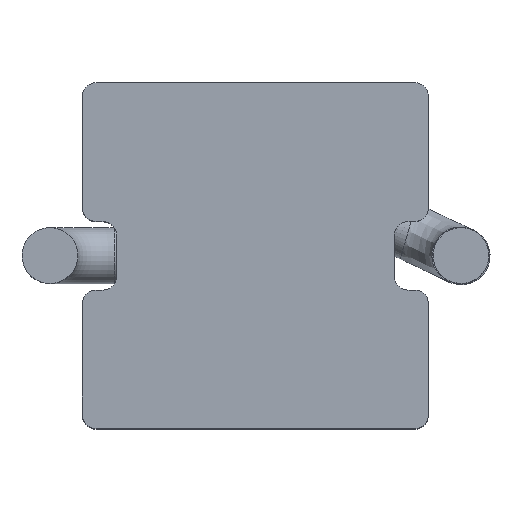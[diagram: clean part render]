
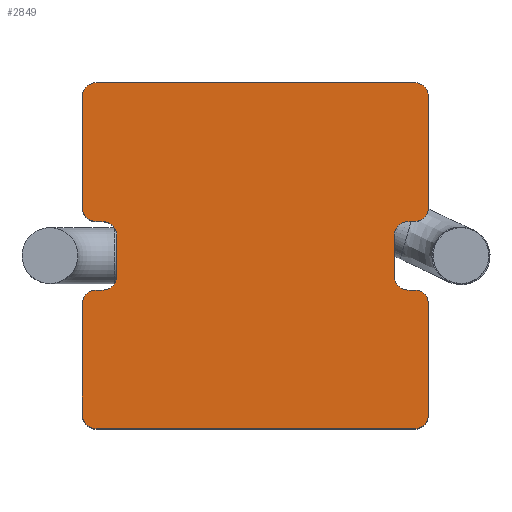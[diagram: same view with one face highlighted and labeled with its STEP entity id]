
A CAD part, top view. The second image highlights one B-rep face of the part: STEP entity #2849.
In plain terms, the highlighted face is planar.
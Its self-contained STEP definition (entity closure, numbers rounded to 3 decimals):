
#213=PLANE('',#3969);
#361=LINE('',#4976,#582);
#364=LINE('',#4980,#585);
#365=LINE('',#4982,#586);
#367=LINE('',#4985,#588);
#370=LINE('',#4989,#591);
#372=LINE('',#4992,#593);
#373=LINE('',#5000,#594);
#374=LINE('',#5002,#595);
#375=LINE('',#5004,#596);
#377=LINE('',#5007,#598);
#379=LINE('',#5010,#600);
#380=LINE('',#5011,#601);
#582=VECTOR('',#4291,1000.);
#585=VECTOR('',#4296,1000.);
#586=VECTOR('',#4299,1000.);
#588=VECTOR('',#4303,1000.);
#591=VECTOR('',#4308,1000.);
#593=VECTOR('',#4312,1000.);
#594=VECTOR('',#4323,1000.);
#595=VECTOR('',#4326,1000.);
#596=VECTOR('',#4329,1000.);
#598=VECTOR('',#4333,1000.);
#600=VECTOR('',#4337,1000.);
#601=VECTOR('',#4338,1000.);
#900=ORIENTED_EDGE('',*,*,#1701,.F.);
#901=ORIENTED_EDGE('',*,*,#1599,.F.);
#902=ORIENTED_EDGE('',*,*,#1681,.F.);
#903=ORIENTED_EDGE('',*,*,#1603,.T.);
#904=ORIENTED_EDGE('',*,*,#1684,.F.);
#905=ORIENTED_EDGE('',*,*,#1595,.T.);
#906=ORIENTED_EDGE('',*,*,#1685,.F.);
#907=ORIENTED_EDGE('',*,*,#1607,.F.);
#908=ORIENTED_EDGE('',*,*,#1702,.F.);
#909=ORIENTED_EDGE('',*,*,#1617,.F.);
#910=ORIENTED_EDGE('',*,*,#1696,.F.);
#911=ORIENTED_EDGE('',*,*,#1613,.F.);
#912=ORIENTED_EDGE('',*,*,#1699,.F.);
#913=ORIENTED_EDGE('',*,*,#1639,.F.);
#914=ORIENTED_EDGE('',*,*,#1692,.T.);
#915=ORIENTED_EDGE('',*,*,#1631,.T.);
#916=ORIENTED_EDGE('',*,*,#1690,.T.);
#917=ORIENTED_EDGE('',*,*,#1627,.T.);
#918=ORIENTED_EDGE('',*,*,#1687,.T.);
#919=ORIENTED_EDGE('',*,*,#1635,.F.);
#920=ORIENTED_EDGE('',*,*,#1697,.F.);
#921=ORIENTED_EDGE('',*,*,#1625,.F.);
#922=ORIENTED_EDGE('',*,*,#1695,.F.);
#923=ORIENTED_EDGE('',*,*,#1621,.F.);
#1595=EDGE_CURVE('',#2020,#2021,#2310,.T.);
#1599=EDGE_CURVE('',#2024,#2025,#2312,.T.);
#1603=EDGE_CURVE('',#2028,#2029,#2314,.T.);
#1607=EDGE_CURVE('',#2032,#2033,#2316,.T.);
#1613=EDGE_CURVE('',#2038,#2039,#2319,.T.);
#1617=EDGE_CURVE('',#2042,#2043,#2321,.T.);
#1621=EDGE_CURVE('',#2046,#2047,#2323,.T.);
#1625=EDGE_CURVE('',#2050,#2051,#2325,.T.);
#1627=EDGE_CURVE('',#2052,#2053,#2326,.T.);
#1631=EDGE_CURVE('',#2056,#2057,#2328,.T.);
#1635=EDGE_CURVE('',#2060,#2061,#2330,.T.);
#1639=EDGE_CURVE('',#2064,#2065,#2332,.T.);
#1681=EDGE_CURVE('',#2028,#2024,#361,.T.);
#1684=EDGE_CURVE('',#2020,#2029,#364,.T.);
#1685=EDGE_CURVE('',#2033,#2021,#365,.T.);
#1687=EDGE_CURVE('',#2053,#2061,#367,.T.);
#1690=EDGE_CURVE('',#2057,#2052,#370,.T.);
#1692=EDGE_CURVE('',#2064,#2056,#372,.T.);
#1695=EDGE_CURVE('',#2047,#2050,#373,.T.);
#1696=EDGE_CURVE('',#2039,#2042,#374,.T.);
#1697=EDGE_CURVE('',#2051,#2060,#375,.T.);
#1699=EDGE_CURVE('',#2065,#2038,#377,.T.);
#1701=EDGE_CURVE('',#2025,#2046,#379,.T.);
#1702=EDGE_CURVE('',#2043,#2032,#380,.T.);
#2020=VERTEX_POINT('',#4795);
#2021=VERTEX_POINT('',#4796);
#2024=VERTEX_POINT('',#4804);
#2025=VERTEX_POINT('',#4805);
#2028=VERTEX_POINT('',#4813);
#2029=VERTEX_POINT('',#4814);
#2032=VERTEX_POINT('',#4822);
#2033=VERTEX_POINT('',#4823);
#2038=VERTEX_POINT('',#4834);
#2039=VERTEX_POINT('',#4836);
#2042=VERTEX_POINT('',#4843);
#2043=VERTEX_POINT('',#4845);
#2046=VERTEX_POINT('',#4852);
#2047=VERTEX_POINT('',#4854);
#2050=VERTEX_POINT('',#4861);
#2051=VERTEX_POINT('',#4863);
#2052=VERTEX_POINT('',#4867);
#2053=VERTEX_POINT('',#4868);
#2056=VERTEX_POINT('',#4876);
#2057=VERTEX_POINT('',#4877);
#2060=VERTEX_POINT('',#4885);
#2061=VERTEX_POINT('',#4886);
#2064=VERTEX_POINT('',#4894);
#2065=VERTEX_POINT('',#4895);
#2310=CIRCLE('',#3904,0.4);
#2312=CIRCLE('',#3907,0.4);
#2314=CIRCLE('',#3910,0.4);
#2316=CIRCLE('',#3913,0.4);
#2319=CIRCLE('',#3917,0.4);
#2321=CIRCLE('',#3920,0.4);
#2323=CIRCLE('',#3923,0.4);
#2325=CIRCLE('',#3926,0.4);
#2326=CIRCLE('',#3928,0.4);
#2328=CIRCLE('',#3931,0.4);
#2330=CIRCLE('',#3934,0.4);
#2332=CIRCLE('',#3937,0.4);
#2418=EDGE_LOOP('',(#900,#901,#902,#903,#904,#905,#906,#907,#908,#909,#910,
#911,#912,#913,#914,#915,#916,#917,#918,#919,#920,#921,#922,#923));
#2617=FACE_BOUND('',#2418,.T.);
#2849=ADVANCED_FACE('',(#2617),#213,.F.);
#3904=AXIS2_PLACEMENT_3D('',#4794,#4129,#4130);
#3907=AXIS2_PLACEMENT_3D('',#4803,#4137,#4138);
#3910=AXIS2_PLACEMENT_3D('',#4812,#4145,#4146);
#3913=AXIS2_PLACEMENT_3D('',#4821,#4153,#4154);
#3917=AXIS2_PLACEMENT_3D('',#4835,#4164,#4165);
#3920=AXIS2_PLACEMENT_3D('',#4844,#4172,#4173);
#3923=AXIS2_PLACEMENT_3D('',#4853,#4180,#4181);
#3926=AXIS2_PLACEMENT_3D('',#4862,#4188,#4189);
#3928=AXIS2_PLACEMENT_3D('',#4866,#4193,#4194);
#3931=AXIS2_PLACEMENT_3D('',#4875,#4201,#4202);
#3934=AXIS2_PLACEMENT_3D('',#4884,#4209,#4210);
#3937=AXIS2_PLACEMENT_3D('',#4893,#4217,#4218);
#3969=AXIS2_PLACEMENT_3D('',#5009,#4335,#4336);
#4129=DIRECTION('',(0.,0.,1.));
#4130=DIRECTION('',(1.,0.,0.));
#4137=DIRECTION('',(0.,0.,1.));
#4138=DIRECTION('',(1.,0.,0.));
#4145=DIRECTION('',(0.,0.,1.));
#4146=DIRECTION('',(1.,0.,0.));
#4153=DIRECTION('',(0.,0.,1.));
#4154=DIRECTION('',(1.,0.,0.));
#4164=DIRECTION('',(0.,0.,1.));
#4165=DIRECTION('',(1.,0.,0.));
#4172=DIRECTION('',(0.,0.,1.));
#4173=DIRECTION('',(1.,0.,0.));
#4180=DIRECTION('',(0.,0.,1.));
#4181=DIRECTION('',(1.,0.,0.));
#4188=DIRECTION('',(0.,0.,1.));
#4189=DIRECTION('',(1.,0.,0.));
#4193=DIRECTION('',(0.,0.,1.));
#4194=DIRECTION('',(1.,0.,0.));
#4201=DIRECTION('',(0.,0.,1.));
#4202=DIRECTION('',(1.,0.,0.));
#4209=DIRECTION('',(0.,0.,1.));
#4210=DIRECTION('',(1.,0.,0.));
#4217=DIRECTION('',(0.,0.,1.));
#4218=DIRECTION('',(1.,0.,0.));
#4291=DIRECTION('',(1.,0.,0.));
#4296=DIRECTION('',(0.,1.,0.));
#4299=DIRECTION('',(-1.,0.,0.));
#4303=DIRECTION('',(-1.,0.,0.));
#4308=DIRECTION('',(0.,1.,0.));
#4312=DIRECTION('',(1.,0.,0.));
#4323=DIRECTION('',(-1.,0.,0.));
#4326=DIRECTION('',(1.,0.,0.));
#4329=DIRECTION('',(0.,-1.,0.));
#4333=DIRECTION('',(0.,-1.,0.));
#4335=DIRECTION('',(0.,0.,1.));
#4336=DIRECTION('',(1.,0.,0.));
#4337=DIRECTION('',(0.,1.,0.));
#4338=DIRECTION('',(0.,1.,0.));
#4794=CARTESIAN_POINT('',(16.035,16.246,0.));
#4795=CARTESIAN_POINT('',(15.635,16.246,0.));
#4796=CARTESIAN_POINT('',(16.035,15.846,0.));
#4803=CARTESIAN_POINT('',(16.235,18.246,0.));
#4804=CARTESIAN_POINT('',(16.235,17.846,0.));
#4805=CARTESIAN_POINT('',(16.635,18.246,0.));
#4812=CARTESIAN_POINT('',(16.035,17.446,0.));
#4813=CARTESIAN_POINT('',(16.035,17.846,0.));
#4814=CARTESIAN_POINT('',(15.635,17.446,0.));
#4821=CARTESIAN_POINT('',(16.235,15.446,0.));
#4822=CARTESIAN_POINT('',(16.635,15.446,0.));
#4823=CARTESIAN_POINT('',(16.235,15.846,0.));
#4834=CARTESIAN_POINT('',(6.535,12.196,0.));
#4835=CARTESIAN_POINT('',(6.935,12.196,0.));
#4836=CARTESIAN_POINT('',(6.935,11.796,0.));
#4843=CARTESIAN_POINT('',(16.235,11.796,0.));
#4844=CARTESIAN_POINT('',(16.235,12.196,0.));
#4845=CARTESIAN_POINT('',(16.635,12.196,0.));
#4852=CARTESIAN_POINT('',(16.635,21.496,0.));
#4853=CARTESIAN_POINT('',(16.235,21.496,0.));
#4854=CARTESIAN_POINT('',(16.235,21.896,0.));
#4861=CARTESIAN_POINT('',(6.935,21.896,0.));
#4862=CARTESIAN_POINT('',(6.935,21.496,0.));
#4863=CARTESIAN_POINT('',(6.535,21.496,0.));
#4866=CARTESIAN_POINT('',(7.135,17.446,0.));
#4867=CARTESIAN_POINT('',(7.535,17.446,0.));
#4868=CARTESIAN_POINT('',(7.135,17.846,0.));
#4875=CARTESIAN_POINT('',(7.135,16.246,0.));
#4876=CARTESIAN_POINT('',(7.135,15.846,0.));
#4877=CARTESIAN_POINT('',(7.535,16.246,0.));
#4884=CARTESIAN_POINT('',(6.935,18.246,0.));
#4885=CARTESIAN_POINT('',(6.535,18.246,0.));
#4886=CARTESIAN_POINT('',(6.935,17.846,0.));
#4893=CARTESIAN_POINT('',(6.935,15.446,0.));
#4894=CARTESIAN_POINT('',(6.935,15.846,0.));
#4895=CARTESIAN_POINT('',(6.535,15.446,0.));
#4976=CARTESIAN_POINT('',(6.535,17.846,0.));
#4980=CARTESIAN_POINT('',(15.635,11.796,0.));
#4982=CARTESIAN_POINT('',(6.535,15.846,0.));
#4985=CARTESIAN_POINT('',(6.535,17.846,0.));
#4989=CARTESIAN_POINT('',(7.535,11.796,0.));
#4992=CARTESIAN_POINT('',(6.535,15.846,0.));
#5000=CARTESIAN_POINT('',(16.635,21.896,0.));
#5002=CARTESIAN_POINT('',(6.535,11.796,0.));
#5004=CARTESIAN_POINT('',(6.535,21.896,0.));
#5007=CARTESIAN_POINT('',(6.535,21.896,0.));
#5009=CARTESIAN_POINT('',(6.535,11.796,0.));
#5010=CARTESIAN_POINT('',(16.635,11.796,0.));
#5011=CARTESIAN_POINT('',(16.635,11.796,0.));
